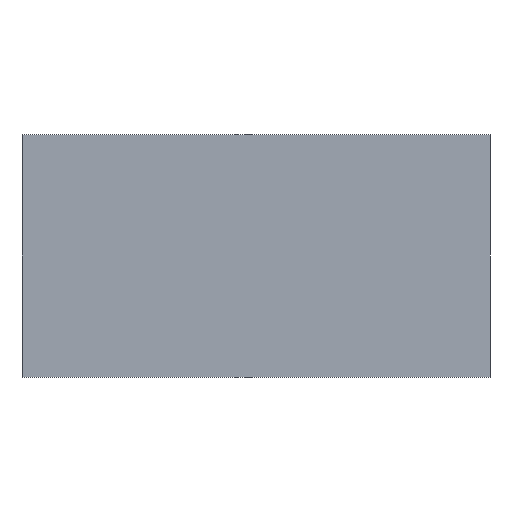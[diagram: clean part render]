
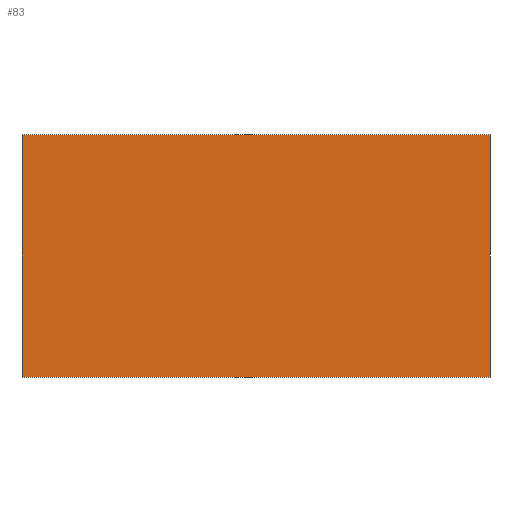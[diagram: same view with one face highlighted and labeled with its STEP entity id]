
A CAD part, front view. The second image highlights one B-rep face of the part: STEP entity #83.
In plain terms, the highlighted planar face has unit normal (0, -1, 0).
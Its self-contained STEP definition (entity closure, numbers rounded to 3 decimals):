
#3 = VERTEX_POINT ( 'NONE', #84 ) ;
#4 = LINE ( 'NONE', #105, #95 ) ;
#9 = EDGE_LOOP ( 'NONE', ( #273, #51, #300, #326 ) ) ;
#19 = LINE ( 'NONE', #117, #104 ) ;
#20 = CARTESIAN_POINT ( 'NONE',  ( -2., -6.5, -26. ) ) ;
#22 = VECTOR ( 'NONE', #177, 1000. ) ;
#27 = EDGE_CURVE ( 'NONE', #106, #3, #19, .T. ) ;
#30 = VERTEX_POINT ( 'NONE', #195 ) ;
#40 = LINE ( 'NONE', #146, #22 ) ;
#51 = ORIENTED_EDGE ( 'NONE', *, *, #58, .T. ) ;
#58 = EDGE_CURVE ( 'NONE', #3, #30, #87, .T. ) ;
#83 = ADVANCED_FACE ( 'NONE', ( #248 ), #90, .T. ) ;
#84 = CARTESIAN_POINT ( 'NONE',  ( -2., -6.5, -26. ) ) ;
#87 = LINE ( 'NONE', #20, #260 ) ;
#90 = PLANE ( 'NONE',  #230 ) ;
#95 = VECTOR ( 'NONE', #297, 1000. ) ;
#97 = EDGE_CURVE ( 'NONE', #103, #106, #40, .T. ) ;
#103 = VERTEX_POINT ( 'NONE', #167 ) ;
#104 = VECTOR ( 'NONE', #197, 1000. ) ;
#105 = CARTESIAN_POINT ( 'NONE',  ( 52., -6.5, 2. ) ) ;
#106 = VERTEX_POINT ( 'NONE', #303 ) ;
#117 = CARTESIAN_POINT ( 'NONE',  ( -2., -6.5, 2. ) ) ;
#146 = CARTESIAN_POINT ( 'NONE',  ( -2., -6.5, 2. ) ) ;
#167 = CARTESIAN_POINT ( 'NONE',  ( 52., -6.5, 2. ) ) ;
#177 = DIRECTION ( 'NONE',  ( -1., 0., 0. ) ) ;
#195 = CARTESIAN_POINT ( 'NONE',  ( 52., -6.5, -26. ) ) ;
#197 = DIRECTION ( 'NONE',  ( 0., 0., -1. ) ) ;
#227 = DIRECTION ( 'NONE',  ( 0., -1., 0. ) ) ;
#230 = AXIS2_PLACEMENT_3D ( 'NONE', #331, #227, #288 ) ;
#248 = FACE_OUTER_BOUND ( 'NONE', #9, .T. ) ;
#249 = EDGE_CURVE ( 'NONE', #30, #103, #4, .T. ) ;
#258 = DIRECTION ( 'NONE',  ( 1., 0., 0. ) ) ;
#260 = VECTOR ( 'NONE', #258, 1000. ) ;
#273 = ORIENTED_EDGE ( 'NONE', *, *, #27, .T. ) ;
#288 = DIRECTION ( 'NONE',  ( 0., 0., -1. ) ) ;
#297 = DIRECTION ( 'NONE',  ( 0., 0., 1. ) ) ;
#300 = ORIENTED_EDGE ( 'NONE', *, *, #249, .T. ) ;
#303 = CARTESIAN_POINT ( 'NONE',  ( -2., -6.5, 2. ) ) ;
#326 = ORIENTED_EDGE ( 'NONE', *, *, #97, .T. ) ;
#331 = CARTESIAN_POINT ( 'NONE',  ( 0., -6.5, 0. ) ) ;
